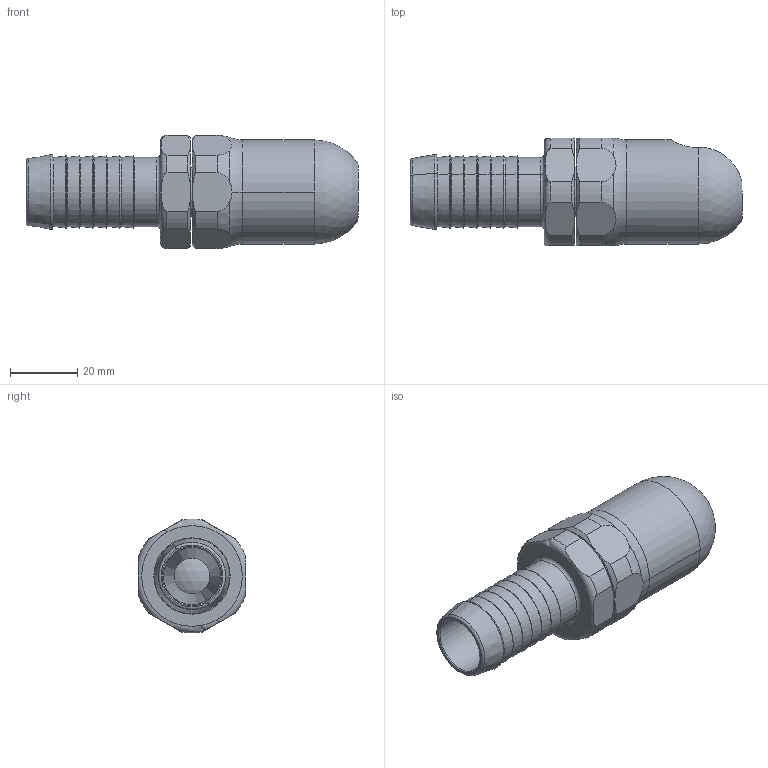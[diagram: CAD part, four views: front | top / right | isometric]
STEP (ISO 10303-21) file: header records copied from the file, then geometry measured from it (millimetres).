
FILE_DESCRIPTION((''),'2;1');
FILE_NAME('TMP10544_SW','2011-01-13T',('tooextcsr'),(''),'PRO/ENGINEER BY PARAMETRIC TECHNOLOGY CORPORATION, 2008310','PRO/ENGINEER BY PARAMETRIC TECHNOLOGY CORPORATION, 2008310','');
FILE_SCHEMA(('CONFIG_CONTROL_DESIGN', 'GEOMETRIC_VALIDATION_PROPERTIES_MIM'));
Length unit declared in the file: millimetre
Products named in the file (1): TMP10544_SW
Bounding box: 98.9 x 32 x 33.94 mm (x, y, z)
Surface area: 17537.4 mm2 (no closed solid volume)
Topology: 0 solids, 12 shells, 165 faces, 436 edges, 271 vertices
Faces by surface type: torus 48, cone 38, cylinder 35, plane 26, bspline 10, sphere 8
Entity records: 6989 total; most frequent: CARTESIAN_POINT 1734, DIRECTION 913, ORIENTED_EDGE 780, EDGE_CURVE 432, AXIS2_PLACEMENT_3D 408, VERTEX_POINT 271, CIRCLE 253, EDGE_LOOP 170
